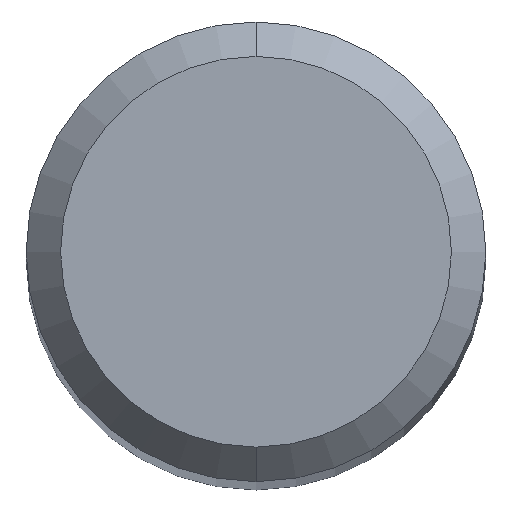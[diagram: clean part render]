
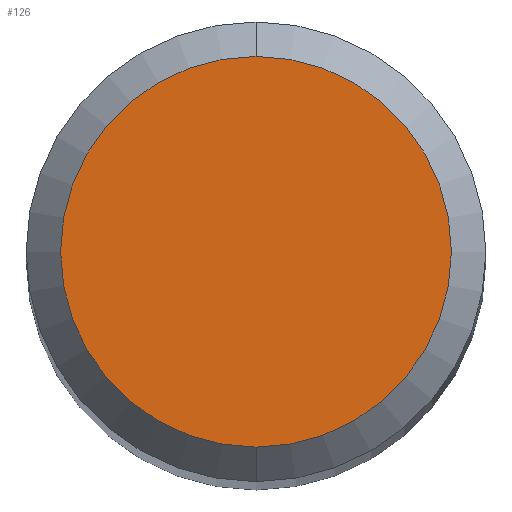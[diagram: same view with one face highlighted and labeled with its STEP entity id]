
A CAD part, top view. The second image highlights one B-rep face of the part: STEP entity #126.
In plain terms, the highlighted planar face has unit normal (0, 0, 1).
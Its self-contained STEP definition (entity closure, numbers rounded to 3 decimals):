
#126=ADVANCED_FACE('',(#284),#285,.T.);
#202=VERTEX_POINT('',#373);
#204=VERTEX_POINT('',#375);
#208=EDGE_CURVE('',#204,#202,#379,.T.);
#220=EDGE_CURVE('',#202,#204,#391,.T.);
#284=FACE_OUTER_BOUND('',#452,.T.);
#285=PLANE('',#453);
#373=CARTESIAN_POINT('',(0.0,1.7,0.0));
#375=CARTESIAN_POINT('',(0.,-1.7,0.0));
#379=CIRCLE('',#569,1.7);
#391=CIRCLE('',#588,1.7);
#452=EDGE_LOOP('',(#650,#651));
#453=AXIS2_PLACEMENT_3D('',#652,#653,#654);
#569=AXIS2_PLACEMENT_3D('',#785,#786,#787);
#588=AXIS2_PLACEMENT_3D('',#791,#792,#793);
#650=ORIENTED_EDGE('',*,*,#220,.F.);
#651=ORIENTED_EDGE('',*,*,#208,.F.);
#652=CARTESIAN_POINT('',(0.0,0.85,0.0));
#653=DIRECTION('',(-0.0,0.0,1.0));
#654=DIRECTION('',(0.0,-1.0,0.0));
#785=CARTESIAN_POINT('',(0.0,0.0,0.0));
#786=DIRECTION('',(0.0,0.0,-1.0));
#787=DIRECTION('',(0.0,1.0,0.0));
#791=CARTESIAN_POINT('',(0.0,0.0,0.0));
#792=DIRECTION('',(0.0,0.0,-1.0));
#793=DIRECTION('',(0.0,1.0,0.0));
